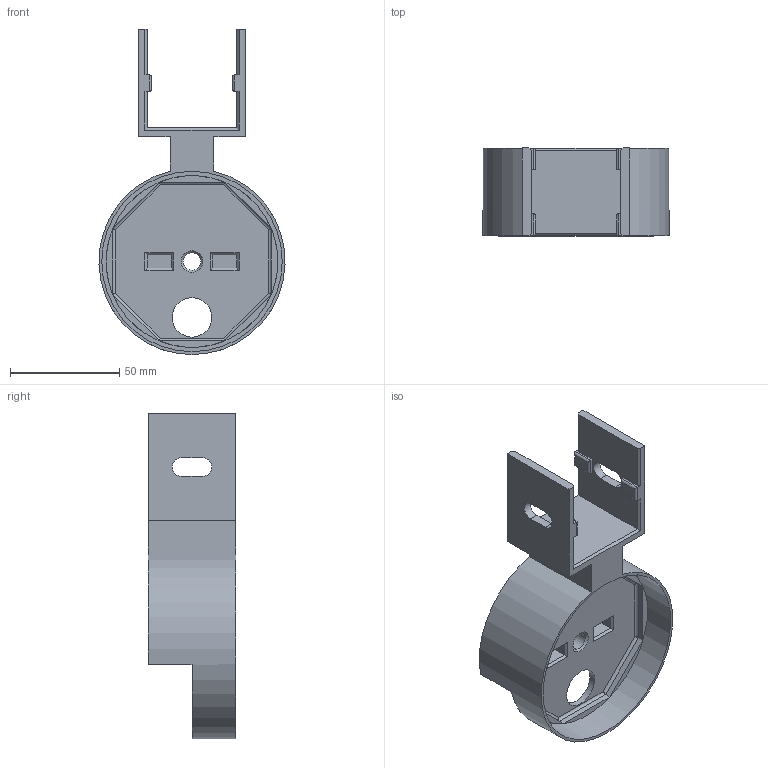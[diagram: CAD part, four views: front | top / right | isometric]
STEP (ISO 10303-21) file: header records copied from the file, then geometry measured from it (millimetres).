
FILE_DESCRIPTION(/* description */ (''),/* implementation_level */ '2;1');
FILE_NAME(/* name */ 'Bi_PAM_top_slot.stp',/* time_stamp */ '2023-07-28T11:49:41+09:00',/* author */ ('jsw'),/* organization */ (''),/* preprocessor_version */ 'ST-DEVELOPER v19.2',/* originating_system */ 'Autodesk Inventor 2024',/* authorisation */ '');
FILE_SCHEMA (('AUTOMOTIVE_DESIGN { 1 0 10303 214 3 1 1 }'));
Length unit declared in the file: millimetre
Products named in the file (1): Bi_PAM_top_slot2
Bounding box: 84.95 x 40 x 148.5 mm (x, y, z)
Volume: 125940.8 mm3; surface area: 41495.5 mm2
Topology: 1 solids, 1 shells, 121 faces, 286 edges, 173 vertices
Faces by surface type: plane 83, cylinder 37, cone 1
Full cylindrical faces by diameter (mm): 2.5 x4, 8 x1, 18 x1, 78.394 x1, 82.394 x1
Entity records: 3520 total; most frequent: DIRECTION 599, CARTESIAN_POINT 589, ORIENTED_EDGE 588, EDGE_CURVE 294, LINE 233, VECTOR 233, AXIS2_PLACEMENT_3D 183, VERTEX_POINT 173
